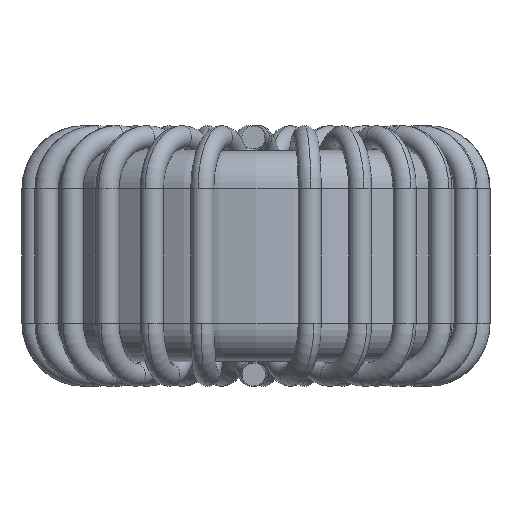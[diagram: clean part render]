
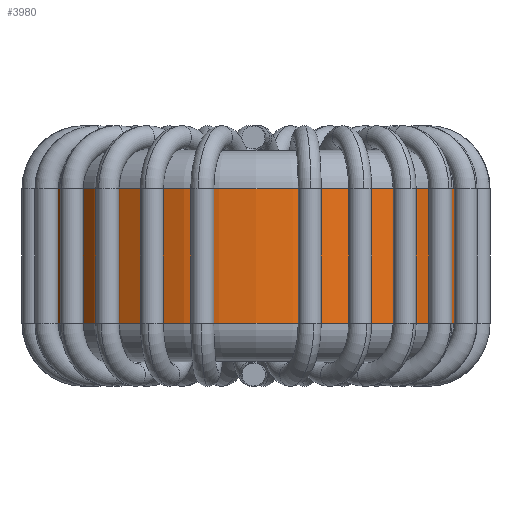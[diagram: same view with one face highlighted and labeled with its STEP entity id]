
A CAD part, front view. The second image highlights one B-rep face of the part: STEP entity #3980.
In plain terms, the highlighted cylindrical face has radius 11 mm (diameter 22 mm), a partial arc.
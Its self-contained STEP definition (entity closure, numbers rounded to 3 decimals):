
#286 = DIRECTION ( 'NONE',  ( -1., 0., 0. ) ) ;
#470 = EDGE_CURVE ( 'NONE', #6871, #4460, #7034, .T. ) ;
#775 = CARTESIAN_POINT ( 'NONE',  ( -11., 0., 11. ) ) ;
#841 = CARTESIAN_POINT ( 'NONE',  ( 11., 0., 2. ) ) ;
#884 = CIRCLE ( 'NONE', #1732, 11. ) ;
#984 = VECTOR ( 'NONE', #2351, 1000. ) ;
#1144 = EDGE_CURVE ( 'NONE', #2422, #1378, #4333, .T. ) ;
#1378 = VERTEX_POINT ( 'NONE', #841 ) ;
#1396 = EDGE_CURVE ( 'NONE', #2422, #6871, #2242, .T. ) ;
#1732 = AXIS2_PLACEMENT_3D ( 'NONE', #4459, #7180, #2266 ) ;
#1924 = DIRECTION ( 'NONE',  ( 0., 0., -1. ) ) ;
#1940 = DIRECTION ( 'NONE',  ( 1., 0., 0. ) ) ;
#2242 = CIRCLE ( 'NONE', #2552, 11. ) ;
#2266 = DIRECTION ( 'NONE',  ( 1., 0., 0. ) ) ;
#2351 = DIRECTION ( 'NONE',  ( 0., 0., -1. ) ) ;
#2422 = VERTEX_POINT ( 'NONE', #4047 ) ;
#2540 = CARTESIAN_POINT ( 'NONE',  ( 0., 0., 11. ) ) ;
#2552 = AXIS2_PLACEMENT_3D ( 'NONE', #3139, #1924, #1940 ) ;
#2789 = CARTESIAN_POINT ( 'NONE',  ( -11., 0., 2. ) ) ;
#2791 = ORIENTED_EDGE ( 'NONE', *, *, #1144, .F. ) ;
#3139 = CARTESIAN_POINT ( 'NONE',  ( 0., 0., 9. ) ) ;
#3603 = DIRECTION ( 'NONE',  ( 0., 0., -1. ) ) ;
#3660 = EDGE_LOOP ( 'NONE', ( #2791, #5343, #5364, #5308 ) ) ;
#3695 = AXIS2_PLACEMENT_3D ( 'NONE', #2540, #4802, #286 ) ;
#3828 = CARTESIAN_POINT ( 'NONE',  ( -11., 0., 9. ) ) ;
#3980 = ADVANCED_FACE ( 'NONE', ( #5381 ), #5224, .T. ) ;
#4047 = CARTESIAN_POINT ( 'NONE',  ( 11., 0., 9. ) ) ;
#4333 = LINE ( 'NONE', #6772, #984 ) ;
#4459 = CARTESIAN_POINT ( 'NONE',  ( 0., 0., 2. ) ) ;
#4460 = VERTEX_POINT ( 'NONE', #2789 ) ;
#4501 = EDGE_CURVE ( 'NONE', #4460, #1378, #884, .T. ) ;
#4802 = DIRECTION ( 'NONE',  ( 0., 0., -1. ) ) ;
#5222 = VECTOR ( 'NONE', #3603, 1000. ) ;
#5224 = CYLINDRICAL_SURFACE ( 'NONE', #3695, 11. ) ;
#5308 = ORIENTED_EDGE ( 'NONE', *, *, #4501, .T. ) ;
#5343 = ORIENTED_EDGE ( 'NONE', *, *, #1396, .T. ) ;
#5364 = ORIENTED_EDGE ( 'NONE', *, *, #470, .T. ) ;
#5381 = FACE_OUTER_BOUND ( 'NONE', #3660, .T. ) ;
#6772 = CARTESIAN_POINT ( 'NONE',  ( 11., 0., 11. ) ) ;
#6871 = VERTEX_POINT ( 'NONE', #3828 ) ;
#7034 = LINE ( 'NONE', #775, #5222 ) ;
#7180 = DIRECTION ( 'NONE',  ( 0., 0., 1. ) ) ;
